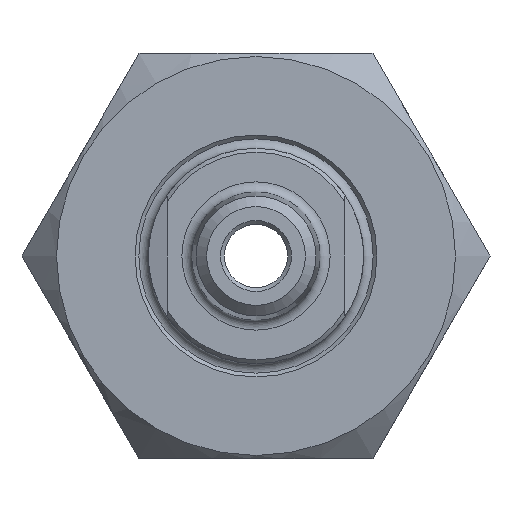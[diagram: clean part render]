
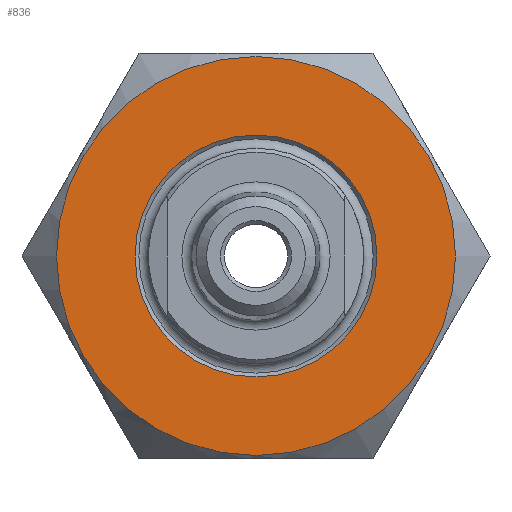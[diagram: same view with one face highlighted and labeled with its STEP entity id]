
A CAD part, left-side view. The second image highlights one B-rep face of the part: STEP entity #836.
In plain terms, the highlighted planar face has unit normal (-1, 0, 0).
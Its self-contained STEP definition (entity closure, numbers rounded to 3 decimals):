
#47=FACE_BOUND('',#146,.T.);
#65=PLANE('',#973);
#91=FACE_OUTER_BOUND('',#145,.T.);
#145=EDGE_LOOP('',(#612));
#146=EDGE_LOOP('',(#613));
#294=CIRCLE('',#954,15.75);
#301=CIRCLE('',#968,9.55);
#371=VERTEX_POINT('',#1425);
#377=VERTEX_POINT('',#1451);
#453=EDGE_CURVE('',#371,#371,#294,.T.);
#465=EDGE_CURVE('',#377,#377,#301,.T.);
#612=ORIENTED_EDGE('',*,*,#453,.T.);
#613=ORIENTED_EDGE('',*,*,#465,.F.);
#836=ADVANCED_FACE('',(#91,#47),#65,.T.);
#954=AXIS2_PLACEMENT_3D('',#1427,#1088,#1089);
#968=AXIS2_PLACEMENT_3D('',#1452,#1121,#1122);
#973=AXIS2_PLACEMENT_3D('',#1462,#1133,#1134);
#1088=DIRECTION('center_axis',(-1.,0.,0.));
#1089=DIRECTION('ref_axis',(0.,1.,0.));
#1121=DIRECTION('center_axis',(-1.,0.,0.));
#1122=DIRECTION('ref_axis',(0.,0.,-1.));
#1133=DIRECTION('center_axis',(-1.,0.,0.));
#1134=DIRECTION('ref_axis',(0.,0.,1.));
#1425=CARTESIAN_POINT('',(-13.5,-15.75,0.));
#1427=CARTESIAN_POINT('Origin',(-13.5,0.,0.));
#1451=CARTESIAN_POINT('',(-13.5,0.,9.55));
#1452=CARTESIAN_POINT('Origin',(-13.5,0.,0.));
#1462=CARTESIAN_POINT('Origin',(-13.5,0.,0.));
